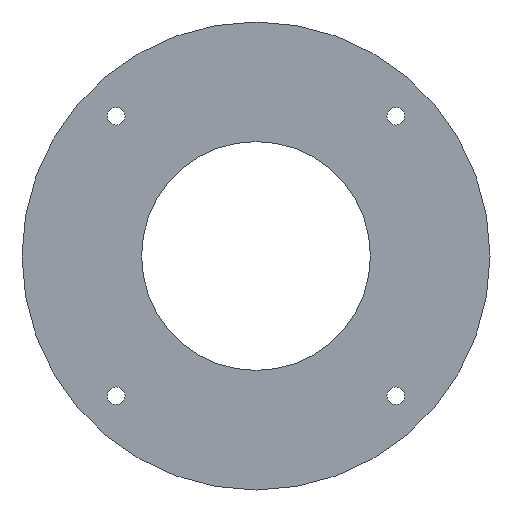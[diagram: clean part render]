
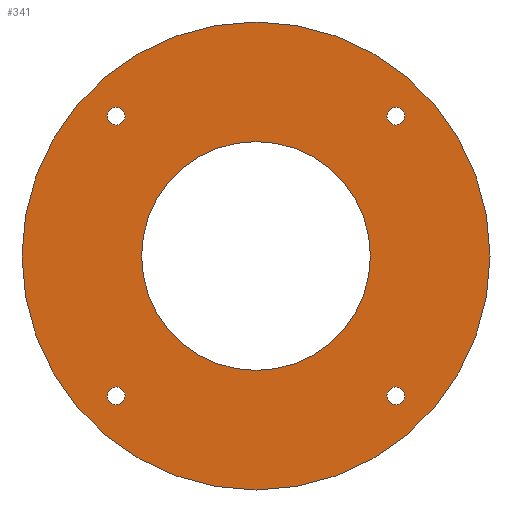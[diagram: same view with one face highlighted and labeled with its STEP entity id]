
A CAD part, front view. The second image highlights one B-rep face of the part: STEP entity #341.
In plain terms, the highlighted planar face has unit normal (0, -1, 0).
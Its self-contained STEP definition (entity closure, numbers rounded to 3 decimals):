
#161=FACE_BOUND('',#189,.T.);
#162=FACE_BOUND('',#190,.T.);
#163=FACE_BOUND('',#191,.T.);
#164=FACE_BOUND('',#192,.T.);
#165=FACE_BOUND('',#193,.T.);
#167=PLANE('',#383);
#175=FACE_OUTER_BOUND('',#188,.T.);
#188=EDGE_LOOP('',(#321,#322));
#189=EDGE_LOOP('',(#323));
#190=EDGE_LOOP('',(#324));
#191=EDGE_LOOP('',(#325));
#192=EDGE_LOOP('',(#326));
#193=EDGE_LOOP('',(#327));
#207=CIRCLE('',#364,1.75);
#209=CIRCLE('',#367,22.5);
#211=CIRCLE('',#370,1.75);
#213=CIRCLE('',#373,1.75);
#215=CIRCLE('',#376,1.75);
#218=CIRCLE('',#380,46.);
#219=CIRCLE('',#381,46.);
#255=VERTEX_POINT('',#542);
#257=VERTEX_POINT('',#548);
#259=VERTEX_POINT('',#554);
#261=VERTEX_POINT('',#560);
#263=VERTEX_POINT('',#566);
#266=VERTEX_POINT('',#574);
#267=VERTEX_POINT('',#576);
#270=EDGE_CURVE('',#255,#255,#207,.T.);
#273=EDGE_CURVE('',#257,#257,#209,.T.);
#276=EDGE_CURVE('',#259,#259,#211,.T.);
#279=EDGE_CURVE('',#261,#261,#213,.T.);
#282=EDGE_CURVE('',#263,#263,#215,.T.);
#286=EDGE_CURVE('',#266,#267,#218,.T.);
#287=EDGE_CURVE('',#267,#266,#219,.T.);
#321=ORIENTED_EDGE('',*,*,#287,.F.);
#322=ORIENTED_EDGE('',*,*,#286,.F.);
#323=ORIENTED_EDGE('',*,*,#282,.F.);
#324=ORIENTED_EDGE('',*,*,#279,.F.);
#325=ORIENTED_EDGE('',*,*,#276,.F.);
#326=ORIENTED_EDGE('',*,*,#273,.F.);
#327=ORIENTED_EDGE('',*,*,#270,.F.);
#341=ADVANCED_FACE('',(#175,#161,#162,#163,#164,#165),#167,.F.);
#364=AXIS2_PLACEMENT_3D('',#544,#425,#426);
#367=AXIS2_PLACEMENT_3D('',#550,#432,#433);
#370=AXIS2_PLACEMENT_3D('',#556,#439,#440);
#373=AXIS2_PLACEMENT_3D('',#562,#446,#447);
#376=AXIS2_PLACEMENT_3D('',#568,#453,#454);
#380=AXIS2_PLACEMENT_3D('',#577,#462,#463);
#381=AXIS2_PLACEMENT_3D('',#578,#464,#465);
#383=AXIS2_PLACEMENT_3D('',#580,#468,#469);
#425=DIRECTION('center_axis',(0.,-1.,0.));
#426=DIRECTION('ref_axis',(-1.,0.,0.));
#432=DIRECTION('center_axis',(0.,-1.,0.));
#433=DIRECTION('ref_axis',(-1.,0.,0.));
#439=DIRECTION('center_axis',(0.,-1.,0.));
#440=DIRECTION('ref_axis',(-1.,0.,0.));
#446=DIRECTION('center_axis',(0.,-1.,0.));
#447=DIRECTION('ref_axis',(-1.,0.,0.));
#453=DIRECTION('center_axis',(0.,-1.,0.));
#454=DIRECTION('ref_axis',(-1.,0.,0.));
#462=DIRECTION('center_axis',(0.,1.,0.));
#463=DIRECTION('ref_axis',(1.,0.,0.));
#464=DIRECTION('center_axis',(0.,1.,0.));
#465=DIRECTION('ref_axis',(1.,0.,0.));
#468=DIRECTION('center_axis',(0.,1.,0.));
#469=DIRECTION('ref_axis',(0.,0.,1.));
#542=CARTESIAN_POINT('',(-25.741,38.,27.491));
#544=CARTESIAN_POINT('Origin',(-27.491,38.,27.491));
#548=CARTESIAN_POINT('',(22.5,38.,0.));
#550=CARTESIAN_POINT('Origin',(0.,38.,0.));
#554=CARTESIAN_POINT('',(29.241,38.,27.491));
#556=CARTESIAN_POINT('Origin',(27.491,38.,27.491));
#560=CARTESIAN_POINT('',(-25.741,38.,-27.491));
#562=CARTESIAN_POINT('Origin',(-27.491,38.,-27.491));
#566=CARTESIAN_POINT('',(29.241,38.,-27.491));
#568=CARTESIAN_POINT('Origin',(27.491,38.,-27.491));
#574=CARTESIAN_POINT('',(-46.,38.,0.));
#576=CARTESIAN_POINT('',(46.,38.,0.));
#577=CARTESIAN_POINT('Origin',(0.,38.,0.));
#578=CARTESIAN_POINT('Origin',(0.,38.,0.));
#580=CARTESIAN_POINT('Origin',(0.,38.,0.));
